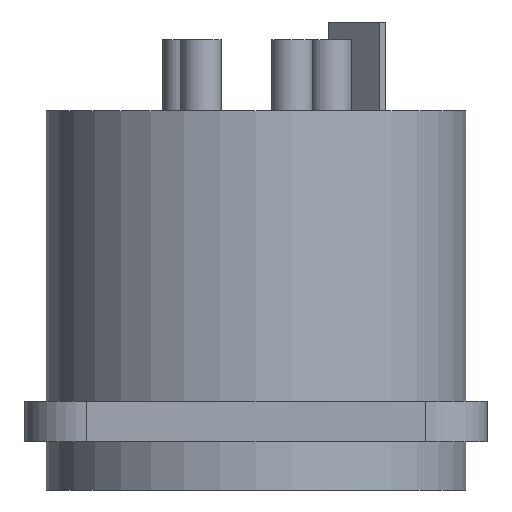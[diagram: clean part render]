
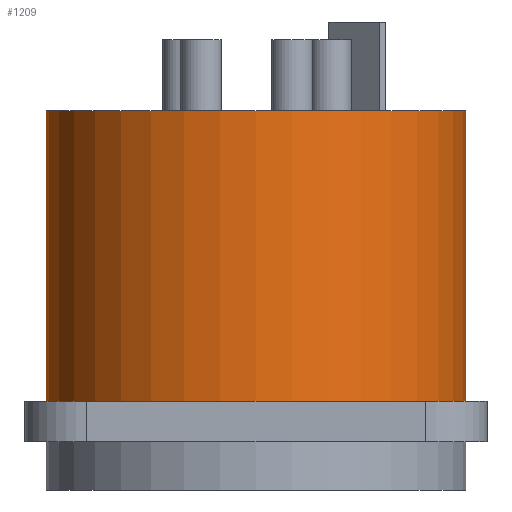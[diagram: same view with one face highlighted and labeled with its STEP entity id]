
A CAD part, front view. The second image highlights one B-rep face of the part: STEP entity #1209.
In plain terms, the highlighted cylindrical face has radius 11.8 mm (diameter 23.6 mm), a partial arc.
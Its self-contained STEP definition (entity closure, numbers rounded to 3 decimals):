
#161=CARTESIAN_POINT('',(0.,0.,2.3));
#162=DIRECTION('',(0.,0.,-1.));
#163=DIRECTION('',(1.,0.,0.));
#164=AXIS2_PLACEMENT_3D('',#161,#162,#163);
#222=DIRECTION('',(0.,0.,-1.));
#223=VECTOR('',#222,16.3);
#224=CARTESIAN_POINT('',(-11.8,0.,18.6));
#225=LINE('',#224,#223);
#230=DIRECTION('',(0.,0.,-1.));
#231=VECTOR('',#230,16.3);
#232=CARTESIAN_POINT('',(11.8,0.,18.6));
#233=LINE('',#232,#231);
#389=CARTESIAN_POINT('',(0.,0.,18.6));
#390=DIRECTION('',(0.,0.,-1.));
#391=DIRECTION('',(1.,0.,0.));
#392=AXIS2_PLACEMENT_3D('',#389,#390,#391);
#702=CARTESIAN_POINT('',(-11.8,0.,18.6));
#703=CARTESIAN_POINT('',(11.8,0.,18.6));
#704=VERTEX_POINT('',#702);
#705=VERTEX_POINT('',#703);
#714=CARTESIAN_POINT('',(-11.8,0.,2.3));
#715=VERTEX_POINT('',#714);
#716=CARTESIAN_POINT('',(11.8,0.,2.3));
#717=VERTEX_POINT('',#716);
#1197=CARTESIAN_POINT('',(0.,0.,18.6));
#1198=DIRECTION('',(0.,0.,-1.));
#1199=DIRECTION('',(-1.,0.,0.));
#1200=AXIS2_PLACEMENT_3D('',#1197,#1198,#1199);
#1201=CYLINDRICAL_SURFACE('',#1200,11.8);
#1202=ORIENTED_EDGE('',*,*,#1174,.F.);
#1204=ORIENTED_EDGE('',*,*,#1203,.F.);
#1205=ORIENTED_EDGE('',*,*,#1177,.T.);
#1206=ORIENTED_EDGE('',*,*,#1041,.T.);
#1207=EDGE_LOOP('',(#1202,#1204,#1205,#1206));
#1208=FACE_OUTER_BOUND('',#1207,.F.);
#1209=ADVANCED_FACE('',(#1208),#1201,.T.);
#165=CIRCLE('',#164,11.8);
#393=CIRCLE('',#392,11.8);
#1041=EDGE_CURVE('',#717,#715,#165,.T.);
#1174=EDGE_CURVE('',#704,#715,#225,.T.);
#1177=EDGE_CURVE('',#705,#717,#233,.T.);
#1203=EDGE_CURVE('',#705,#704,#393,.T.);
